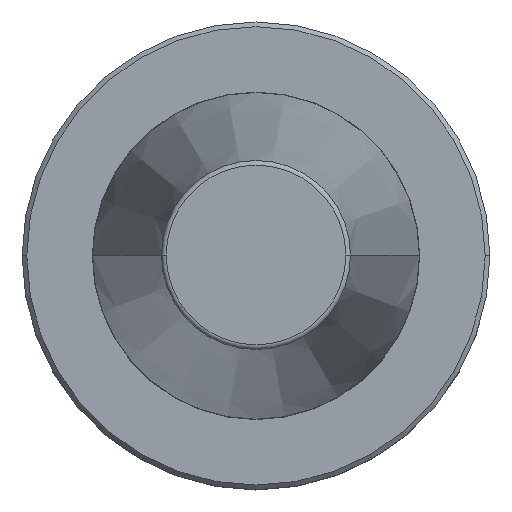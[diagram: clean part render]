
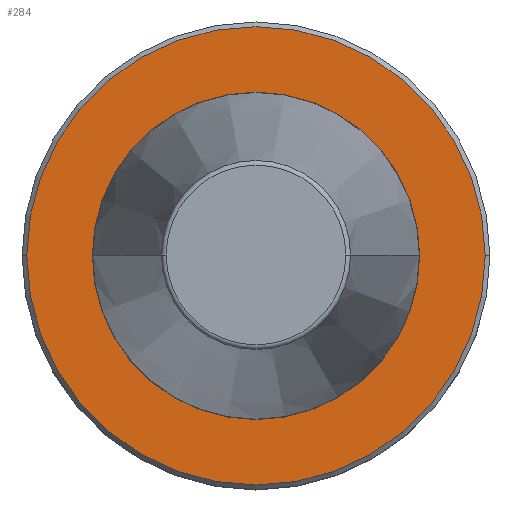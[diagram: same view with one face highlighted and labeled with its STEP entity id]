
A CAD part, top view. The second image highlights one B-rep face of the part: STEP entity #284.
In plain terms, the highlighted planar face has unit normal (0, 0, 1).
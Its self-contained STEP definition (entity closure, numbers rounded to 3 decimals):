
#20 = DIRECTION ( 'NONE',  ( 1., 0., 0. ) ) ;
#63 = EDGE_CURVE ( 'NONE', #103, #536, #128, .T. ) ;
#103 = VERTEX_POINT ( 'NONE', #265 ) ;
#122 = DIRECTION ( 'NONE',  ( 1., 0., 0. ) ) ;
#128 = CIRCLE ( 'NONE', #292, 35. ) ;
#207 = CARTESIAN_POINT ( 'NONE',  ( 0., 0., -3. ) ) ;
#215 = EDGE_CURVE ( 'NONE', #536, #103, #289, .T. ) ;
#253 = AXIS2_PLACEMENT_3D ( 'NONE', #861, #327, #783 ) ;
#263 = DIRECTION ( 'NONE',  ( 0., 0., 1. ) ) ;
#265 = CARTESIAN_POINT ( 'NONE',  ( 35., 0., -3. ) ) ;
#284 = ADVANCED_FACE ( 'NONE', ( #780, #606 ), #505, .F. ) ;
#289 = CIRCLE ( 'NONE', #468, 35. ) ;
#290 = CIRCLE ( 'NONE', #857, 49. ) ;
#292 = AXIS2_PLACEMENT_3D ( 'NONE', #207, #602, #122 ) ;
#302 = AXIS2_PLACEMENT_3D ( 'NONE', #307, #917, #774 ) ;
#307 = CARTESIAN_POINT ( 'NONE',  ( 0., 0., -3. ) ) ;
#327 = DIRECTION ( 'NONE',  ( 0., 0., -1. ) ) ;
#437 = VERTEX_POINT ( 'NONE', #529 ) ;
#468 = AXIS2_PLACEMENT_3D ( 'NONE', #927, #972, #727 ) ;
#486 = EDGE_LOOP ( 'NONE', ( #734, #928 ) ) ;
#505 = PLANE ( 'NONE',  #253 ) ;
#529 = CARTESIAN_POINT ( 'NONE',  ( -49., 0., -3. ) ) ;
#536 = VERTEX_POINT ( 'NONE', #617 ) ;
#545 = CIRCLE ( 'NONE', #302, 49. ) ;
#546 = EDGE_CURVE ( 'NONE', #437, #855, #290, .T. ) ;
#602 = DIRECTION ( 'NONE',  ( 0., 0., 1. ) ) ;
#606 = FACE_OUTER_BOUND ( 'NONE', #486, .T. ) ;
#617 = CARTESIAN_POINT ( 'NONE',  ( -35., 0., -3. ) ) ;
#673 = EDGE_LOOP ( 'NONE', ( #926, #846 ) ) ;
#714 = CARTESIAN_POINT ( 'NONE',  ( 0., 0., -3. ) ) ;
#727 = DIRECTION ( 'NONE',  ( 1., 0., 0. ) ) ;
#734 = ORIENTED_EDGE ( 'NONE', *, *, #546, .T. ) ;
#774 = DIRECTION ( 'NONE',  ( 1., 0., 0. ) ) ;
#780 = FACE_BOUND ( 'NONE', #673, .T. ) ;
#783 = DIRECTION ( 'NONE',  ( -1., 0., 0. ) ) ;
#846 = ORIENTED_EDGE ( 'NONE', *, *, #215, .F. ) ;
#855 = VERTEX_POINT ( 'NONE', #933 ) ;
#857 = AXIS2_PLACEMENT_3D ( 'NONE', #714, #263, #20 ) ;
#861 = CARTESIAN_POINT ( 'NONE',  ( 0., 35., -3. ) ) ;
#917 = DIRECTION ( 'NONE',  ( 0., 0., 1. ) ) ;
#926 = ORIENTED_EDGE ( 'NONE', *, *, #63, .F. ) ;
#927 = CARTESIAN_POINT ( 'NONE',  ( 0., 0., -3. ) ) ;
#928 = ORIENTED_EDGE ( 'NONE', *, *, #929, .T. ) ;
#929 = EDGE_CURVE ( 'NONE', #855, #437, #545, .T. ) ;
#933 = CARTESIAN_POINT ( 'NONE',  ( 49., 0., -3. ) ) ;
#972 = DIRECTION ( 'NONE',  ( 0., 0., 1. ) ) ;
